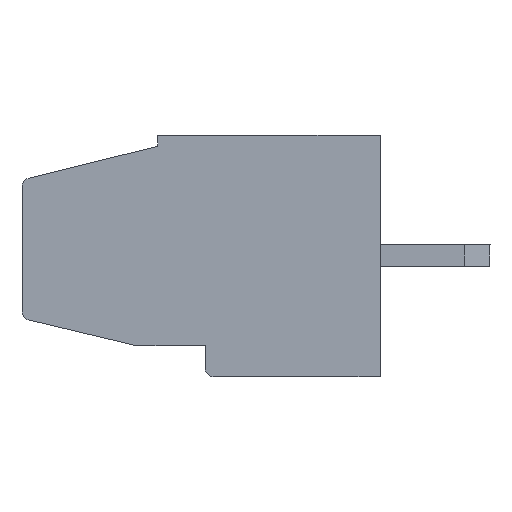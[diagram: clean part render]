
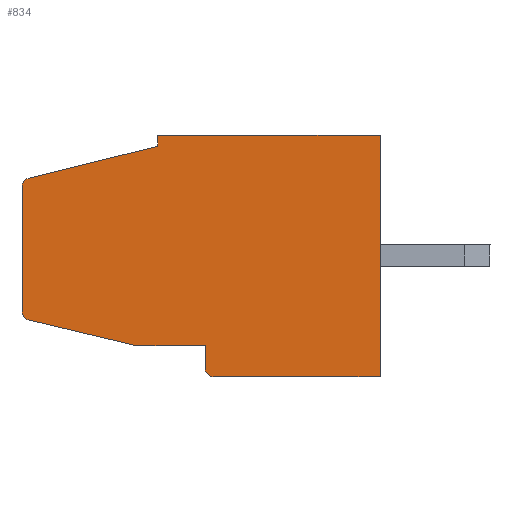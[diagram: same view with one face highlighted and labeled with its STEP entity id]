
A CAD part, left-side view. The second image highlights one B-rep face of the part: STEP entity #834.
In plain terms, the highlighted planar face has unit normal (-1, 0, 0).
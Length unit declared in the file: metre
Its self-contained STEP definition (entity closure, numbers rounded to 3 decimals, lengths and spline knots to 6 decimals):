
#834=ADVANCED_FACE('',(#1730),#1731,.F.);
#1730=FACE_OUTER_BOUND('',#2643,.T.);
#1731=PLANE('',#2644);
#2643=EDGE_LOOP('',(#5100,#5101,#5102,#5103,#5104,#5105,#5106,#5107,#5108,#5109,#5110,#5111));
#2644=AXIS2_PLACEMENT_3D('',#5112,#5113,#5114);
#5100=ORIENTED_EDGE('',*,*,#6203,.T.);
#5101=ORIENTED_EDGE('',*,*,#6208,.T.);
#5102=ORIENTED_EDGE('',*,*,#5356,.T.);
#5103=ORIENTED_EDGE('',*,*,#5363,.T.);
#5104=ORIENTED_EDGE('',*,*,#6212,.T.);
#5105=ORIENTED_EDGE('',*,*,#6243,.T.);
#5106=ORIENTED_EDGE('',*,*,#6237,.T.);
#5107=ORIENTED_EDGE('',*,*,#6227,.T.);
#5108=ORIENTED_EDGE('',*,*,#6223,.F.);
#5109=ORIENTED_EDGE('',*,*,#6229,.T.);
#5110=ORIENTED_EDGE('',*,*,#6218,.T.);
#5111=ORIENTED_EDGE('',*,*,#6220,.T.);
#5112=CARTESIAN_POINT('',(0.055,0.009195,0.04));
#5113=DIRECTION('',(1.0,0.0,0.0));
#5114=DIRECTION('',(0.0,1.0,0.0));
#5356=EDGE_CURVE('',#6402,#6403,#6404,.T.);
#5363=EDGE_CURVE('',#6403,#6413,#6414,.F.);
#6203=EDGE_CURVE('',#7658,#7660,#7662,.T.);
#6208=EDGE_CURVE('',#7660,#6402,#7667,.T.);
#6212=EDGE_CURVE('',#6413,#7670,#7672,.T.);
#6218=EDGE_CURVE('',#7677,#7679,#7681,.T.);
#6220=EDGE_CURVE('',#7679,#7658,#7683,.F.);
#6223=EDGE_CURVE('',#7685,#7687,#7688,.T.);
#6227=EDGE_CURVE('',#7691,#7687,#7693,.T.);
#6229=EDGE_CURVE('',#7685,#7677,#7695,.F.);
#6237=EDGE_CURVE('',#7706,#7691,#7708,.T.);
#6243=EDGE_CURVE('',#7670,#7706,#7718,.T.);
#6402=VERTEX_POINT('',#7931);
#6403=VERTEX_POINT('',#7932);
#6404=LINE('',#7933,#7934);
#6413=VERTEX_POINT('',#7945);
#6414=CIRCLE('',#7946,0.0003);
#7658=VERTEX_POINT('',#9720);
#7660=VERTEX_POINT('',#9723);
#7662=LINE('',#9726,#9727);
#7667=LINE('',#9735,#9736);
#7670=VERTEX_POINT('',#9740);
#7672=LINE('',#9743,#9744);
#7677=VERTEX_POINT('',#9750);
#7679=VERTEX_POINT('',#9753);
#7681=LINE('',#9756,#9757);
#7683=CIRCLE('',#9759,0.0003);
#7685=VERTEX_POINT('',#9761);
#7687=VERTEX_POINT('',#9764);
#7688=LINE('',#9765,#9766);
#7691=VERTEX_POINT('',#9770);
#7693=LINE('',#9773,#9774);
#7695=CIRCLE('',#9776,0.000306);
#7706=VERTEX_POINT('',#9792);
#7708=LINE('',#9795,#9796);
#7718=LINE('',#9810,#9811);
#7931=CARTESIAN_POINT('',(0.055,0.006449,0.032252));
#7932=CARTESIAN_POINT('',(0.055,0.006449,0.031402));
#7933=CARTESIAN_POINT('',(0.055,0.006449,0.032252));
#7934=VECTOR('',#10006,1.0);
#7945=CARTESIAN_POINT('',(0.055,0.006149,0.031102));
#7946=AXIS2_PLACEMENT_3D('',#10015,#10016,#10017);
#9720=CARTESIAN_POINT('',(0.055,0.012969,0.033197));
#9723=CARTESIAN_POINT('',(0.055,0.008999,0.032252));
#9726=CARTESIAN_POINT('',(0.055,0.012969,0.033197));
#9727=VECTOR('',#10760,1.0);
#9735=CARTESIAN_POINT('',(0.055,0.008999,0.032252));
#9736=VECTOR('',#10764,1.0);
#9740=CARTESIAN_POINT('',(0.055,0.0,0.031102));
#9743=CARTESIAN_POINT('',(0.055,0.,0.031102));
#9744=VECTOR('',#10767,1.0);
#9750=CARTESIAN_POINT('',(0.055,0.013199,0.038112));
#9753=CARTESIAN_POINT('',(0.055,0.013199,0.033489));
#9756=CARTESIAN_POINT('',(0.055,0.013199,0.038123));
#9757=VECTOR('',#10774,1.0);
#9759=AXIS2_PLACEMENT_3D('',#10775,#10776,#10777);
#9761=CARTESIAN_POINT('',(0.055,0.012967,0.038409));
#9764=CARTESIAN_POINT('',(0.055,0.008197,0.039596));
#9765=CARTESIAN_POINT('',(0.055,0.013222,0.038346));
#9766=VECTOR('',#10779,1.0);
#9770=CARTESIAN_POINT('',(0.055,0.008197,0.04));
#9773=CARTESIAN_POINT('',(0.055,0.008197,0.040002));
#9774=VECTOR('',#10782,1.0);
#9776=AXIS2_PLACEMENT_3D('',#10783,#10784,#10785);
#9792=CARTESIAN_POINT('',(0.055,0.,0.04));
#9795=CARTESIAN_POINT('',(0.055,-0.000005,0.04));
#9796=VECTOR('',#10792,1.0);
#9810=CARTESIAN_POINT('',(0.055,0.,0.033065));
#9811=VECTOR('',#10797,1.0);
#10006=DIRECTION('',(0.0,0.0,-1.0));
#10015=CARTESIAN_POINT('',(0.055,0.006149,0.031402));
#10016=DIRECTION('',(1.0,0.0,0.0));
#10017=DIRECTION('',(0.0,0.0,-1.0));
#10760=DIRECTION('',(0.0,-0.973,-0.232));
#10764=DIRECTION('',(0.0,-1.0,0.0));
#10767=DIRECTION('',(0.0,-1.0,0.0));
#10774=DIRECTION('',(0.0,0.0,-1.0));
#10775=CARTESIAN_POINT('',(0.055,0.012899,0.033489));
#10776=DIRECTION('',(1.0,0.0,0.0));
#10777=DIRECTION('',(0.0,0.0,-1.0));
#10779=DIRECTION('',(0.0,-0.97,0.241));
#10782=DIRECTION('',(0.0,0.0,-1.0));
#10783=CARTESIAN_POINT('',(0.055,0.012893,0.038112));
#10784=DIRECTION('',(1.0,0.0,0.0));
#10785=DIRECTION('',(0.0,0.0,-1.0));
#10792=DIRECTION('',(0.0,1.0,-0.0));
#10797=DIRECTION('',(-0.0,0.0,1.0));
